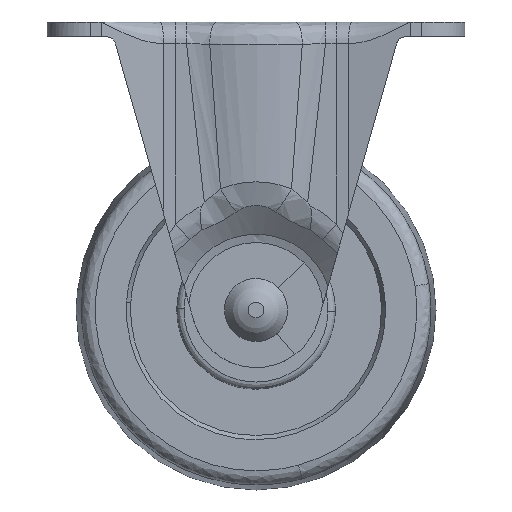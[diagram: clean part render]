
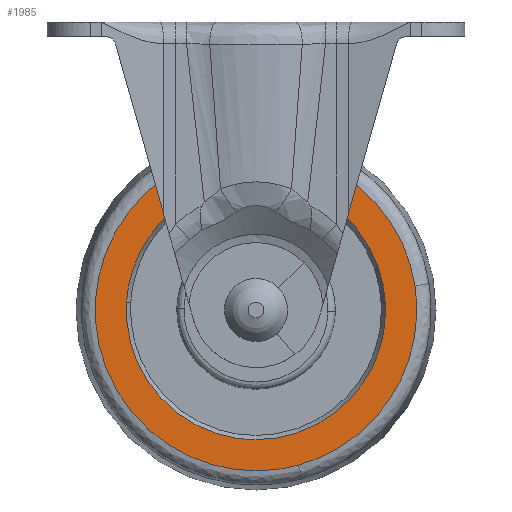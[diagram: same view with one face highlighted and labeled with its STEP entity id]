
A CAD part, front view. The second image highlights one B-rep face of the part: STEP entity #1985.
In plain terms, the highlighted free-form (B-spline) face has degree [1, 1] with [2, 2] control points.
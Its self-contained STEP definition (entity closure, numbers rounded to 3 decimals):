
#491=CARTESIAN_POINT('',(17.874,-10.,-2.125));
#492=VERTEX_POINT('',#491);
#498=CARTESIAN_POINT('',(0.0,-10.0,18.0));
#499=VERTEX_POINT('',#498);
#500=CARTESIAN_POINT('',(17.874,-10.,-2.125));
#501=CARTESIAN_POINT('',(18.0,-10.0,-1.066));
#502=CARTESIAN_POINT('',(18.0,-10.0,0.));
#503=CARTESIAN_POINT('',(18.,-10.0,18.));
#504=CARTESIAN_POINT('',(0.0,-10.0,18.0));
#512=(BOUNDED_CURVE()B_SPLINE_CURVE(2,(#500,#501,#502,#503,#504),.UNSPECIFIED.,.F.,.U.)B_SPLINE_CURVE_WITH_KNOTS((3,2,3),(0.23,0.25,0.5),.UNSPECIFIED.)CURVE()GEOMETRIC_REPRESENTATION_ITEM()RATIONAL_B_SPLINE_CURVE((0.956,0.976,1.0,0.707,1.0))REPRESENTATION_ITEM(''));
#513=EDGE_CURVE('',#492,#499,#512,.T.);
#515=CARTESIAN_POINT('',(-17.966,-10.,1.099));
#516=VERTEX_POINT('',#515);
#517=CARTESIAN_POINT('',(0.0,-10.0,18.0));
#518=CARTESIAN_POINT('',(-16.933,-10.,18.));
#519=CARTESIAN_POINT('',(-17.966,-10.,1.099));
#527=(BOUNDED_CURVE()B_SPLINE_CURVE(2,(#517,#518,#519),.UNSPECIFIED.,.F.,.U.)B_SPLINE_CURVE_WITH_KNOTS((3,3),(0.5,0.739),.UNSPECIFIED.)CURVE()GEOMETRIC_REPRESENTATION_ITEM()RATIONAL_B_SPLINE_CURVE((1.0,0.72,0.976))REPRESENTATION_ITEM(''));
#528=EDGE_CURVE('',#499,#516,#527,.T.);
#602=CARTESIAN_POINT('',(0.0,-10.0,-18.0));
#603=VERTEX_POINT('',#602);
#604=CARTESIAN_POINT('',(-17.966,-10.,1.099));
#605=CARTESIAN_POINT('',(-18.0,-10.,0.55));
#606=CARTESIAN_POINT('',(-18.0,-10.0,0.));
#607=CARTESIAN_POINT('',(-18.,-10.0,-18.));
#608=CARTESIAN_POINT('',(0.0,-10.0,-18.0));
#616=(BOUNDED_CURVE()B_SPLINE_CURVE(2,(#604,#605,#606,#607,#608),.UNSPECIFIED.,.F.,.U.)B_SPLINE_CURVE_WITH_KNOTS((3,2,3),(0.739,0.75,1.0),.UNSPECIFIED.)CURVE()GEOMETRIC_REPRESENTATION_ITEM()RATIONAL_B_SPLINE_CURVE((0.976,0.988,1.0,0.707,1.0))REPRESENTATION_ITEM(''));
#617=EDGE_CURVE('',#516,#603,#616,.T.);
#619=CARTESIAN_POINT('',(0.0,-10.0,-18.0));
#620=CARTESIAN_POINT('',(15.987,-10.0,-18.));
#621=CARTESIAN_POINT('',(17.874,-10.,-2.125));
#629=(BOUNDED_CURVE()B_SPLINE_CURVE(2,(#619,#620,#621),.UNSPECIFIED.,.F.,.U.)B_SPLINE_CURVE_WITH_KNOTS((3,3),(0.0,0.23),.UNSPECIFIED.)CURVE()GEOMETRIC_REPRESENTATION_ITEM()RATIONAL_B_SPLINE_CURVE((1.0,0.731,0.956))REPRESENTATION_ITEM(''));
#630=EDGE_CURVE('',#603,#492,#629,.T.);
#1201=CARTESIAN_POINT('',(5.881,-10.0,-21.54));
#1202=VERTEX_POINT('',#1201);
#1203=CARTESIAN_POINT('',(22.075,-10.0,3.354));
#1204=VERTEX_POINT('',#1203);
#1205=CARTESIAN_POINT('',(5.881,-10.0,-21.54));
#1206=CARTESIAN_POINT('',(22.329,-10.0,-17.05));
#1207=CARTESIAN_POINT('',(22.329,-10.0,0.));
#1208=CARTESIAN_POINT('',(22.329,-10.0,1.687));
#1209=CARTESIAN_POINT('',(22.075,-10.0,3.354));
#1217=(BOUNDED_CURVE()B_SPLINE_CURVE(2,(#1205,#1206,#1207,#1208,#1209),.UNSPECIFIED.,.F.,.U.)B_SPLINE_CURVE_WITH_KNOTS((3,2,3),(0.045,0.25,0.276),.UNSPECIFIED.)CURVE()GEOMETRIC_REPRESENTATION_ITEM()RATIONAL_B_SPLINE_CURVE((0.914,0.76,1.0,0.97,0.946))REPRESENTATION_ITEM(''));
#1218=EDGE_CURVE('',#1202,#1204,#1217,.T.);
#1303=CARTESIAN_POINT('',(0.0,-10.0,-22.329));
#1304=VERTEX_POINT('',#1303);
#1305=CARTESIAN_POINT('',(0.0,-10.0,-22.329));
#1306=CARTESIAN_POINT('',(2.993,-10.0,-22.329));
#1307=CARTESIAN_POINT('',(5.881,-10.0,-21.54));
#1315=(BOUNDED_CURVE()B_SPLINE_CURVE(2,(#1305,#1306,#1307),.UNSPECIFIED.,.F.,.U.)B_SPLINE_CURVE_WITH_KNOTS((3,3),(0.0,0.045),.UNSPECIFIED.)CURVE()GEOMETRIC_REPRESENTATION_ITEM()RATIONAL_B_SPLINE_CURVE((1.0,0.947,0.914))REPRESENTATION_ITEM(''));
#1316=EDGE_CURVE('',#1304,#1202,#1315,.T.);
#1318=CARTESIAN_POINT('',(0.0,-10.0,22.329));
#1319=VERTEX_POINT('',#1318);
#1320=CARTESIAN_POINT('',(0.0,-10.0,22.329));
#1321=CARTESIAN_POINT('',(-22.329,-10.0,22.329));
#1322=CARTESIAN_POINT('',(-22.329,-10.0,0.));
#1323=CARTESIAN_POINT('',(-22.329,-10.0,-22.329));
#1324=CARTESIAN_POINT('',(0.0,-10.0,-22.329));
#1332=(BOUNDED_CURVE()B_SPLINE_CURVE(2,(#1320,#1321,#1322,#1323,#1324),.UNSPECIFIED.,.F.,.U.)B_SPLINE_CURVE_WITH_KNOTS((3,2,3),(0.5,0.75,1.0),.UNSPECIFIED.)CURVE()GEOMETRIC_REPRESENTATION_ITEM()RATIONAL_B_SPLINE_CURVE((1.0,0.707,1.0,0.707,1.0))REPRESENTATION_ITEM(''));
#1333=EDGE_CURVE('',#1319,#1304,#1332,.T.);
#1335=CARTESIAN_POINT('',(22.075,-10.0,3.354));
#1336=CARTESIAN_POINT('',(19.192,-10.0,22.329));
#1337=CARTESIAN_POINT('',(0.0,-10.0,22.329));
#1345=(BOUNDED_CURVE()B_SPLINE_CURVE(2,(#1335,#1336,#1337),.UNSPECIFIED.,.F.,.U.)B_SPLINE_CURVE_WITH_KNOTS((3,3),(0.276,0.5),.UNSPECIFIED.)CURVE()GEOMETRIC_REPRESENTATION_ITEM()RATIONAL_B_SPLINE_CURVE((0.946,0.737,1.0))REPRESENTATION_ITEM(''));
#1346=EDGE_CURVE('',#1204,#1319,#1345,.T.);
#1968=CARTESIAN_POINT('',(-24.559,-10.0,-24.559));
#1969=CARTESIAN_POINT('',(-24.559,-10.0,24.559));
#1970=CARTESIAN_POINT('',(24.559,-10.0,-24.559));
#1971=CARTESIAN_POINT('',(24.559,-10.0,24.559));
#1972=B_SPLINE_SURFACE_WITH_KNOTS('',1,1,((#1968,#1970),(#1969,#1971)),.UNSPECIFIED.,.F.,.F.,.U.,(2,2),(2,2),(0.0,49.119),(0.0,49.118),.UNSPECIFIED.);
#1973=ORIENTED_EDGE('',*,*,#1316,.T.);
#1974=ORIENTED_EDGE('',*,*,#1218,.T.);
#1975=ORIENTED_EDGE('',*,*,#1346,.T.);
#1976=ORIENTED_EDGE('',*,*,#1333,.T.);
#1977=EDGE_LOOP('',(#1973,#1974,#1975,#1976));
#1978=FACE_OUTER_BOUND('',#1977,.T.);
#1979=ORIENTED_EDGE('',*,*,#528,.F.);
#1980=ORIENTED_EDGE('',*,*,#513,.F.);
#1981=ORIENTED_EDGE('',*,*,#630,.F.);
#1982=ORIENTED_EDGE('',*,*,#617,.F.);
#1983=EDGE_LOOP('',(#1979,#1980,#1981,#1982));
#1984=FACE_BOUND('',#1983,.T.);
#1985=ADVANCED_FACE('',(#1978,#1984),#1972,.F.);
